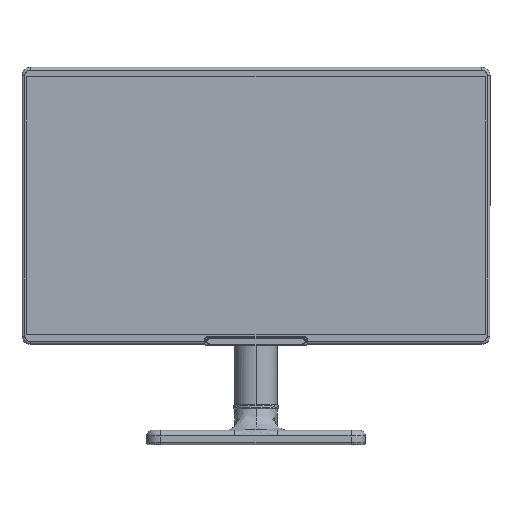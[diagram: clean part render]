
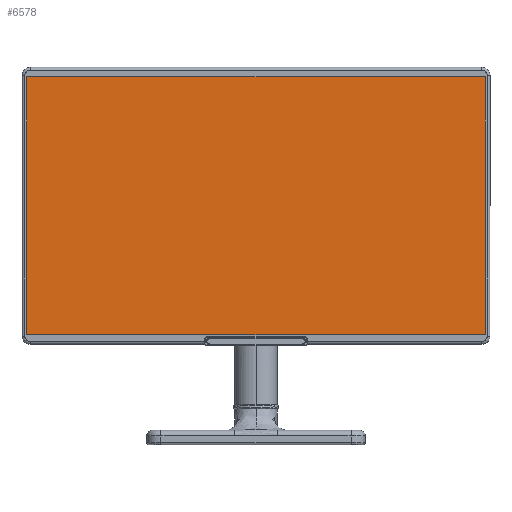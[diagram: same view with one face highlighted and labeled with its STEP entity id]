
A CAD part, top view. The second image highlights one B-rep face of the part: STEP entity #6578.
In plain terms, the highlighted planar face has unit normal (0, 0, 1).
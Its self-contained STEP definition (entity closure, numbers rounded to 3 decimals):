
#1573 = EDGE_LOOP ( 'NONE', ( #3424, #17439, #19237, #17394 ) ) ;
#2168 = VECTOR ( 'NONE', #6308, 1000. ) ;
#2760 = CARTESIAN_POINT ( 'NONE',  ( -240., -135., 19.99 ) ) ;
#3345 = FACE_OUTER_BOUND ( 'NONE', #1573, .T. ) ;
#3424 = ORIENTED_EDGE ( 'NONE', *, *, #15592, .T. ) ;
#3485 = DIRECTION ( 'NONE',  ( 0., -1., 0. ) ) ;
#3621 = VERTEX_POINT ( 'NONE', #2760 ) ;
#4483 = EDGE_CURVE ( 'NONE', #20796, #3621, #19473, .T. ) ;
#5900 = EDGE_CURVE ( 'NONE', #13924, #16032, #7506, .T. ) ;
#6308 = DIRECTION ( 'NONE',  ( 1., 0., 0. ) ) ;
#6578 = ADVANCED_FACE ( 'NONE', ( #3345 ), #9652, .T. ) ;
#6895 = VECTOR ( 'NONE', #3485, 1000. ) ;
#7506 = LINE ( 'NONE', #18547, #6895 ) ;
#7834 = DIRECTION ( 'NONE',  ( 0., 0., 1. ) ) ;
#9526 = VECTOR ( 'NONE', #12364, 1000. ) ;
#9652 = PLANE ( 'NONE',  #22263 ) ;
#11964 = CARTESIAN_POINT ( 'NONE',  ( 240., 135., 19.99 ) ) ;
#12364 = DIRECTION ( 'NONE',  ( 0., -1., 0. ) ) ;
#13924 = VERTEX_POINT ( 'NONE', #15452 ) ;
#14642 = VECTOR ( 'NONE', #21191, 1000. ) ;
#15452 = CARTESIAN_POINT ( 'NONE',  ( 240., 135., 19.99 ) ) ;
#15559 = CARTESIAN_POINT ( 'NONE',  ( -240., 135., 19.99 ) ) ;
#15592 = EDGE_CURVE ( 'NONE', #3621, #16032, #17116, .T. ) ;
#16032 = VERTEX_POINT ( 'NONE', #23884 ) ;
#17116 = LINE ( 'NONE', #19416, #2168 ) ;
#17394 = ORIENTED_EDGE ( 'NONE', *, *, #4483, .T. ) ;
#17439 = ORIENTED_EDGE ( 'NONE', *, *, #5900, .F. ) ;
#17948 = EDGE_CURVE ( 'NONE', #13924, #20796, #19621, .T. ) ;
#18547 = CARTESIAN_POINT ( 'NONE',  ( 240., 135., 19.99 ) ) ;
#19055 = CARTESIAN_POINT ( 'NONE',  ( 0., 0., 19.99 ) ) ;
#19237 = ORIENTED_EDGE ( 'NONE', *, *, #17948, .T. ) ;
#19416 = CARTESIAN_POINT ( 'NONE',  ( -240., -135., 19.99 ) ) ;
#19473 = LINE ( 'NONE', #23553, #9526 ) ;
#19621 = LINE ( 'NONE', #11964, #14642 ) ;
#20796 = VERTEX_POINT ( 'NONE', #15559 ) ;
#20924 = DIRECTION ( 'NONE',  ( 1., 0., 0. ) ) ;
#21191 = DIRECTION ( 'NONE',  ( -1., 0., 0. ) ) ;
#22263 = AXIS2_PLACEMENT_3D ( 'NONE', #19055, #7834, #20924 ) ;
#23553 = CARTESIAN_POINT ( 'NONE',  ( -240., 135., 19.99 ) ) ;
#23884 = CARTESIAN_POINT ( 'NONE',  ( 240., -135., 19.99 ) ) ;
